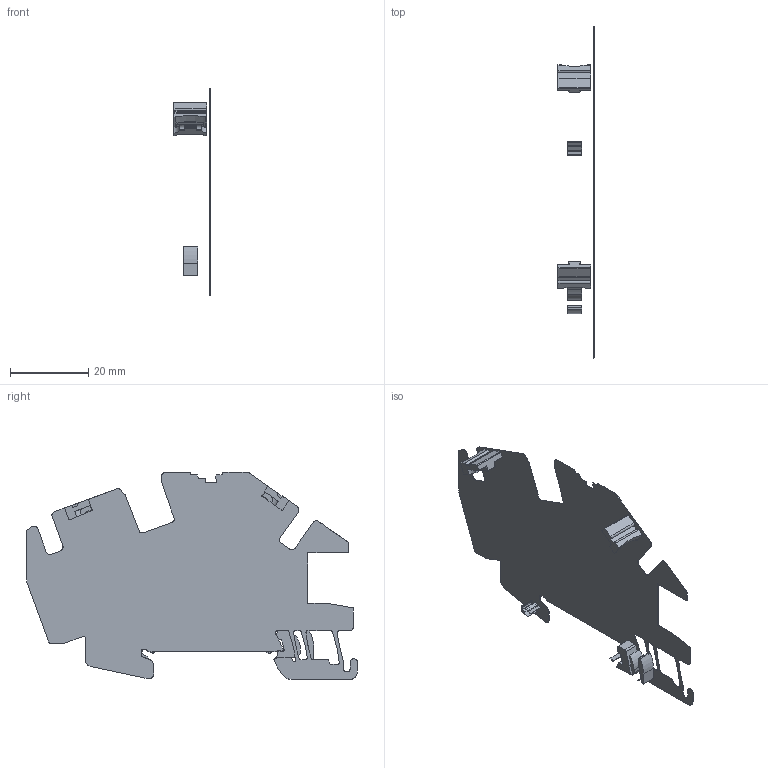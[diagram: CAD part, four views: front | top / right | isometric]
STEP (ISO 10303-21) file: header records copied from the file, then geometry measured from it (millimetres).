
FILE_DESCRIPTION(('CATIA V5 STEP Exchange','CAx-IF Rec.Pracs.--- Model Styling and Organization---1.5--- 2016-08-15','CAx-IF Rec.Pracs.---Supplemental Geometry---1.0---2011-11-01','CAx-IF Rec.Pracs.--- Composite Materials ---1.1---2010-07-15'),'2;1');
FILE_NAME ('1117193-5_3', '2025-09-19T08:35:15+00:00', ('none'), ('Weidmueller'), 'CATIA Version 5-6 Release 2024 SP4', 'CATIA V5 STEP AP214 v3', 'none');
FILE_SCHEMA(('AUTOMOTIVE_DESIGN { 1 0 10303 214 1 1 1 1 }'));
Length unit declared in the file: millimetre
Products named in the file (1): 2668760000
Bounding box: 9.2 x 84.61 x 52.83 mm (x, y, z)
Volume: 679 mm3; surface area: 6703.2 mm2
Topology: 10 solids, 10 shells, 406 faces, 1172 edges, 784 vertices
Faces by surface type: cylinder 209, plane 189, torus 4, sphere 4
Entity records: 13883 total; most frequent: CARTESIAN_POINT 3551, ORIENTED_EDGE 2340, DIRECTION 1786, EDGE_CURVE 1170, VERTEX_POINT 784, VECTOR 782, LINE 782, AXIS2_PLACEMENT_3D 632
